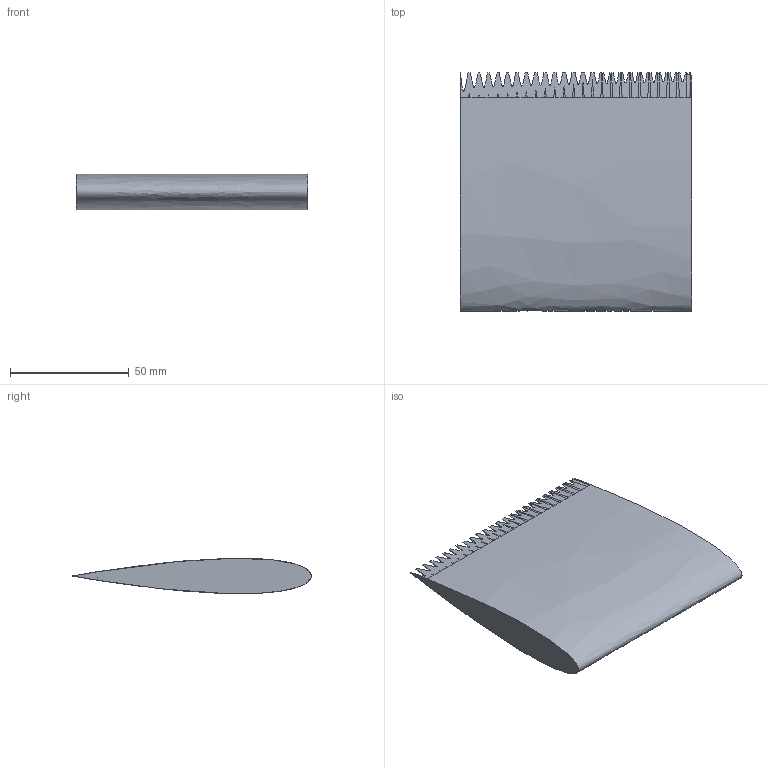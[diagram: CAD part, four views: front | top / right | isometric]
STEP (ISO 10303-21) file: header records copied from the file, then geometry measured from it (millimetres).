
FILE_DESCRIPTION(/* description */ (''),/* implementation_level */ '2;1');
FILE_NAME(/* name */ 'Finlets v1.step',/* time_stamp */ '2023-03-04T00:01:13+05:30',/* author */ (''),/* organization */ (''),/* preprocessor_version */ 'ST-DEVELOPER v19.2',/* originating_system */ 'Autodesk Translation Framework v11.17.0.187',/* authorisation */ '');
FILE_SCHEMA (('AUTOMOTIVE_DESIGN { 1 0 10303 214 3 1 1 }'));
Length unit declared in the file: millimetre
Products named in the file (1): Finlets
Bounding box: 97.36 x 100.27 x 15 mm (x, y, z)
Volume: 83959.7 mm3; surface area: 22121.1 mm2
Topology: 1 solids, 1 shells, 183 faces, 443 edges, 262 vertices
Faces by surface type: bspline 94, plane 89
Entity records: 12138 total; most frequent: CARTESIAN_POINT 8878, ORIENTED_EDGE 886, EDGE_CURVE 443, B_SPLINE_CURVE_WITH_KNOTS 351, DIRECTION 271, VERTEX_POINT 262, FACE_OUTER_BOUND 183, EDGE_LOOP 183
